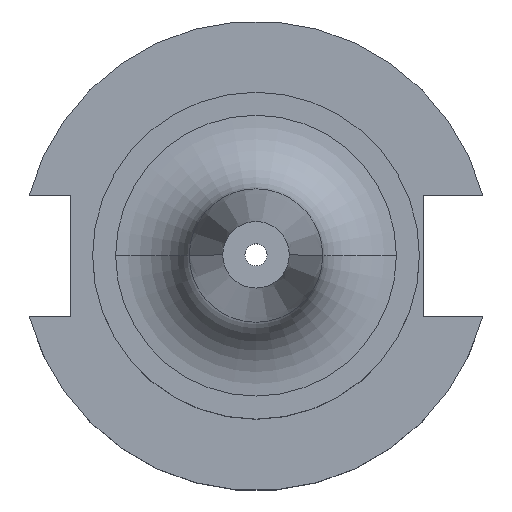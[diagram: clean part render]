
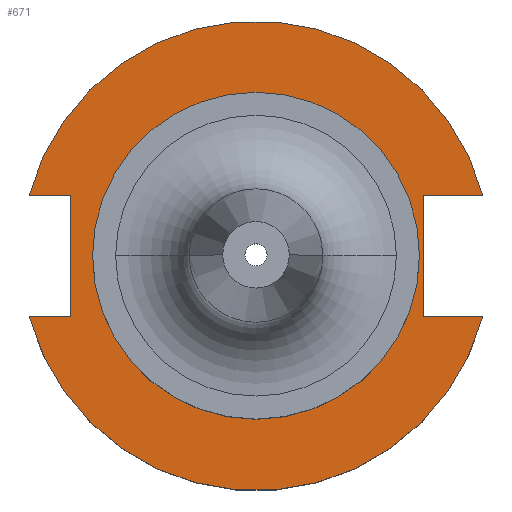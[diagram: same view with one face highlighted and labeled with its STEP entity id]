
A CAD part, top view. The second image highlights one B-rep face of the part: STEP entity #671.
In plain terms, the highlighted planar face has unit normal (0, 0, 1).
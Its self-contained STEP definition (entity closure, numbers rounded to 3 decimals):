
#20 = LINE ( 'NONE', #390, #1327 ) ;
#23 = EDGE_CURVE ( 'NONE', #492, #667, #1382, .T. ) ;
#42 = VECTOR ( 'NONE', #1233, 1000. ) ;
#53 = DIRECTION ( 'NONE',  ( 1., 0., 0. ) ) ;
#66 = ORIENTED_EDGE ( 'NONE', *, *, #1251, .F. ) ;
#68 = ORIENTED_EDGE ( 'NONE', *, *, #1517, .T. ) ;
#119 = CARTESIAN_POINT ( 'NONE',  ( 0., 0., 19.05 ) ) ;
#160 = DIRECTION ( 'NONE',  ( -1., 0., 0. ) ) ;
#170 = ORIENTED_EDGE ( 'NONE', *, *, #681, .F. ) ;
#174 = CARTESIAN_POINT ( 'NONE',  ( -30.675, 8.191, 19.05 ) ) ;
#200 = LINE ( 'NONE', #213, #1462 ) ;
#213 = CARTESIAN_POINT ( 'NONE',  ( 0., 8.191, 19.05 ) ) ;
#225 = CARTESIAN_POINT ( 'NONE',  ( 22.1, 0., 19.05 ) ) ;
#226 = CARTESIAN_POINT ( 'NONE',  ( 22.606, 22.1, 19.05 ) ) ;
#231 = EDGE_LOOP ( 'NONE', ( #237, #170, #68, #1625, #1156, #890, #305, #1085 ) ) ;
#232 = VECTOR ( 'NONE', #634, 1000. ) ;
#236 = VECTOR ( 'NONE', #922, 1000. ) ;
#237 = ORIENTED_EDGE ( 'NONE', *, *, #23, .T. ) ;
#239 = DIRECTION ( 'NONE',  ( 1., 0., 0. ) ) ;
#305 = ORIENTED_EDGE ( 'NONE', *, *, #311, .T. ) ;
#306 = CIRCLE ( 'NONE', #505, 22.1 ) ;
#311 = EDGE_CURVE ( 'NONE', #1325, #722, #334, .T. ) ;
#312 = EDGE_CURVE ( 'NONE', #722, #492, #20, .T. ) ;
#315 = CARTESIAN_POINT ( 'NONE',  ( -30.675, -8.191, 19.05 ) ) ;
#334 = CIRCLE ( 'NONE', #1468, 31.75 ) ;
#335 = AXIS2_PLACEMENT_3D ( 'NONE', #1057, #787, #160 ) ;
#354 = CARTESIAN_POINT ( 'NONE',  ( 30.675, 8.191, 19.05 ) ) ;
#381 = CARTESIAN_POINT ( 'NONE',  ( 0., -8.191, 19.05 ) ) ;
#390 = CARTESIAN_POINT ( 'NONE',  ( -61.091, 8.191, 19.05 ) ) ;
#413 = DIRECTION ( 'NONE',  ( 1., 0., 0. ) ) ;
#426 = EDGE_CURVE ( 'NONE', #563, #1168, #862, .T. ) ;
#443 = CARTESIAN_POINT ( 'NONE',  ( -25.091, 8.191, 19.05 ) ) ;
#469 = AXIS2_PLACEMENT_3D ( 'NONE', #119, #1009, #239 ) ;
#492 = VERTEX_POINT ( 'NONE', #695 ) ;
#504 = AXIS2_PLACEMENT_3D ( 'NONE', #533, #1424, #653 ) ;
#505 = AXIS2_PLACEMENT_3D ( 'NONE', #690, #733, #806 ) ;
#519 = VERTEX_POINT ( 'NONE', #315 ) ;
#533 = CARTESIAN_POINT ( 'NONE',  ( 0., 0., 19.05 ) ) ;
#543 = DIRECTION ( 'NONE',  ( 0., 0., 1. ) ) ;
#551 = CARTESIAN_POINT ( 'NONE',  ( 22.606, 8.191, 19.05 ) ) ;
#563 = VERTEX_POINT ( 'NONE', #225 ) ;
#566 = LINE ( 'NONE', #381, #232 ) ;
#634 = DIRECTION ( 'NONE',  ( 1., 0., 0. ) ) ;
#653 = DIRECTION ( 'NONE',  ( 1., 0., 0. ) ) ;
#664 = CIRCLE ( 'NONE', #469, 31.75 ) ;
#667 = VERTEX_POINT ( 'NONE', #1180 ) ;
#671 = ADVANCED_FACE ( 'NONE', ( #1551, #1589 ), #1065, .F. ) ;
#681 = EDGE_CURVE ( 'NONE', #519, #667, #1236, .T. ) ;
#690 = CARTESIAN_POINT ( 'NONE',  ( 0., 0., 19.05 ) ) ;
#695 = CARTESIAN_POINT ( 'NONE',  ( -25.091, 8.191, 19.05 ) ) ;
#722 = VERTEX_POINT ( 'NONE', #174 ) ;
#733 = DIRECTION ( 'NONE',  ( 0., 0., 1. ) ) ;
#787 = DIRECTION ( 'NONE',  ( 0., 0., -1. ) ) ;
#806 = DIRECTION ( 'NONE',  ( 1., 0., 0. ) ) ;
#811 = VERTEX_POINT ( 'NONE', #551 ) ;
#832 = EDGE_LOOP ( 'NONE', ( #1048, #66 ) ) ;
#862 = CIRCLE ( 'NONE', #504, 22.1 ) ;
#863 = EDGE_CURVE ( 'NONE', #1074, #811, #1092, .T. ) ;
#890 = ORIENTED_EDGE ( 'NONE', *, *, #1377, .F. ) ;
#922 = DIRECTION ( 'NONE',  ( 1., 0., 0. ) ) ;
#1009 = DIRECTION ( 'NONE',  ( 0., 0., 1. ) ) ;
#1048 = ORIENTED_EDGE ( 'NONE', *, *, #426, .F. ) ;
#1052 = VECTOR ( 'NONE', #1263, 1000. ) ;
#1054 = CARTESIAN_POINT ( 'NONE',  ( -61.091, -8.191, 19.05 ) ) ;
#1057 = CARTESIAN_POINT ( 'NONE',  ( 0., 22.1, 19.05 ) ) ;
#1063 = CARTESIAN_POINT ( 'NONE',  ( 22.606, -8.191, 19.05 ) ) ;
#1065 = PLANE ( 'NONE',  #335 ) ;
#1072 = CARTESIAN_POINT ( 'NONE',  ( -22.1, 0., 19.05 ) ) ;
#1074 = VERTEX_POINT ( 'NONE', #1063 ) ;
#1085 = ORIENTED_EDGE ( 'NONE', *, *, #312, .T. ) ;
#1092 = LINE ( 'NONE', #226, #1052 ) ;
#1113 = DIRECTION ( 'NONE',  ( -1., 0., 0. ) ) ;
#1156 = ORIENTED_EDGE ( 'NONE', *, *, #863, .T. ) ;
#1168 = VERTEX_POINT ( 'NONE', #1072 ) ;
#1174 = VERTEX_POINT ( 'NONE', #1554 ) ;
#1180 = CARTESIAN_POINT ( 'NONE',  ( -25.091, -8.191, 19.05 ) ) ;
#1233 = DIRECTION ( 'NONE',  ( 0., -1., 0. ) ) ;
#1236 = LINE ( 'NONE', #1054, #236 ) ;
#1251 = EDGE_CURVE ( 'NONE', #1168, #563, #306, .T. ) ;
#1263 = DIRECTION ( 'NONE',  ( 0., 1., 0. ) ) ;
#1300 = EDGE_CURVE ( 'NONE', #1074, #1174, #566, .T. ) ;
#1325 = VERTEX_POINT ( 'NONE', #354 ) ;
#1327 = VECTOR ( 'NONE', #53, 1000. ) ;
#1377 = EDGE_CURVE ( 'NONE', #1325, #811, #200, .T. ) ;
#1382 = LINE ( 'NONE', #443, #42 ) ;
#1424 = DIRECTION ( 'NONE',  ( 0., 0., 1. ) ) ;
#1434 = CARTESIAN_POINT ( 'NONE',  ( 0., 0., 19.05 ) ) ;
#1462 = VECTOR ( 'NONE', #1113, 1000. ) ;
#1468 = AXIS2_PLACEMENT_3D ( 'NONE', #1434, #543, #413 ) ;
#1517 = EDGE_CURVE ( 'NONE', #519, #1174, #664, .T. ) ;
#1551 = FACE_BOUND ( 'NONE', #832, .T. ) ;
#1554 = CARTESIAN_POINT ( 'NONE',  ( 30.675, -8.191, 19.05 ) ) ;
#1589 = FACE_OUTER_BOUND ( 'NONE', #231, .T. ) ;
#1625 = ORIENTED_EDGE ( 'NONE', *, *, #1300, .F. ) ;
